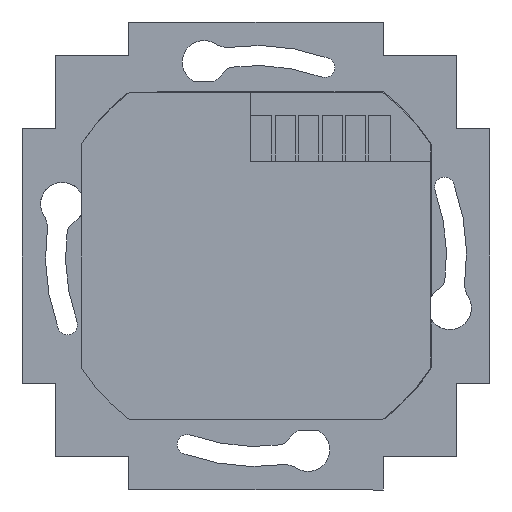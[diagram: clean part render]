
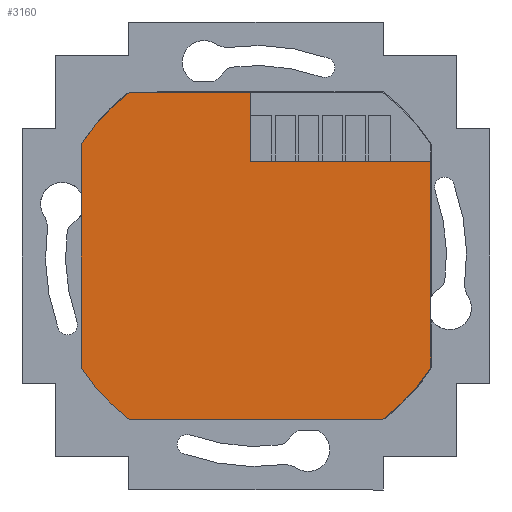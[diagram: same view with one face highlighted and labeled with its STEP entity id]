
A CAD part, front view. The second image highlights one B-rep face of the part: STEP entity #3160.
In plain terms, the highlighted planar face has unit normal (0, -1, 0).
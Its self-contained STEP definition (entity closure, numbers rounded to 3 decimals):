
#47=CIRCLE('',#3327,31.);
#48=CIRCLE('',#3328,31.);
#49=CIRCLE('',#3329,31.);
#206=FACE_OUTER_BOUND('',#367,.T.);
#367=EDGE_LOOP('',(#2114,#2115,#2116,#2117,#2118,#2119,#2120,#2121,#2122));
#566=LINE('',#4549,#937);
#569=LINE('',#4555,#940);
#570=LINE('',#4557,#941);
#571=LINE('',#4559,#942);
#572=LINE('',#4563,#943);
#573=LINE('',#4567,#944);
#937=VECTOR('',#3627,10.);
#940=VECTOR('',#3632,10.);
#941=VECTOR('',#3633,10.);
#942=VECTOR('',#3634,10.);
#943=VECTOR('',#3637,10.);
#944=VECTOR('',#3640,10.);
#1306=VERTEX_POINT('',#4546);
#1307=VERTEX_POINT('',#4548);
#1309=VERTEX_POINT('',#4554);
#1310=VERTEX_POINT('',#4556);
#1311=VERTEX_POINT('',#4558);
#1312=VERTEX_POINT('',#4560);
#1313=VERTEX_POINT('',#4562);
#1314=VERTEX_POINT('',#4564);
#1315=VERTEX_POINT('',#4566);
#1628=EDGE_CURVE('',#1307,#1306,#566,.T.);
#1631=EDGE_CURVE('',#1306,#1309,#569,.T.);
#1632=EDGE_CURVE('',#1309,#1310,#570,.T.);
#1633=EDGE_CURVE('',#1310,#1311,#571,.T.);
#1634=EDGE_CURVE('',#1311,#1312,#47,.T.);
#1635=EDGE_CURVE('',#1312,#1313,#572,.T.);
#1636=EDGE_CURVE('',#1313,#1314,#48,.T.);
#1637=EDGE_CURVE('',#1314,#1315,#573,.T.);
#1638=EDGE_CURVE('',#1315,#1307,#49,.T.);
#2114=ORIENTED_EDGE('',*,*,#1631,.T.);
#2115=ORIENTED_EDGE('',*,*,#1632,.T.);
#2116=ORIENTED_EDGE('',*,*,#1633,.T.);
#2117=ORIENTED_EDGE('',*,*,#1634,.T.);
#2118=ORIENTED_EDGE('',*,*,#1635,.T.);
#2119=ORIENTED_EDGE('',*,*,#1636,.T.);
#2120=ORIENTED_EDGE('',*,*,#1637,.T.);
#2121=ORIENTED_EDGE('',*,*,#1638,.T.);
#2122=ORIENTED_EDGE('',*,*,#1628,.T.);
#3048=PLANE('',#3326);
#3160=ADVANCED_FACE('',(#206),#3048,.T.);
#3326=AXIS2_PLACEMENT_3D('',#4553,#3630,#3631);
#3327=AXIS2_PLACEMENT_3D('',#4561,#3635,#3636);
#3328=AXIS2_PLACEMENT_3D('',#4565,#3638,#3639);
#3329=AXIS2_PLACEMENT_3D('',#4568,#3641,#3642);
#3627=DIRECTION('',(0.,0.,1.));
#3630=DIRECTION('center_axis',(0.,-1.,0.));
#3631=DIRECTION('ref_axis',(1.,0.,0.));
#3632=DIRECTION('',(-1.,0.,0.));
#3633=DIRECTION('',(0.,0.,1.));
#3634=DIRECTION('',(-1.,0.,0.));
#3635=DIRECTION('center_axis',(0.,-1.,0.));
#3636=DIRECTION('ref_axis',(-0.613,0.,0.79));
#3637=DIRECTION('',(0.,0.,-1.));
#3638=DIRECTION('center_axis',(0.,-1.,0.));
#3639=DIRECTION('ref_axis',(-0.844,0.,-0.536));
#3640=DIRECTION('',(1.,0.,0.));
#3641=DIRECTION('center_axis',(0.,-1.,0.));
#3642=DIRECTION('ref_axis',(0.613,0.,-0.79));
#4546=CARTESIAN_POINT('',(26.175,-9.104,14.2));
#4548=CARTESIAN_POINT('',(26.175,-9.104,-16.609));
#4549=CARTESIAN_POINT('',(26.175,-9.104,-16.609));
#4553=CARTESIAN_POINT('Origin',(0.,-9.104,
0.));
#4554=CARTESIAN_POINT('',(-0.825,-9.104,14.2));
#4555=CARTESIAN_POINT('',(3.187,-9.104,14.2));
#4556=CARTESIAN_POINT('',(-0.825,-9.104,24.5));
#4557=CARTESIAN_POINT('',(-0.825,-9.104,6.5));
#4558=CARTESIAN_POINT('',(-18.994,-9.104,24.5));
#4559=CARTESIAN_POINT('',(18.993,-9.104,24.5));
#4560=CARTESIAN_POINT('',(-26.175,-9.104,16.61));
#4561=CARTESIAN_POINT('Origin',(0.,-9.104,
0.));
#4562=CARTESIAN_POINT('',(-26.175,-9.104,-16.609));
#4563=CARTESIAN_POINT('',(-26.175,-9.104,16.61));
#4564=CARTESIAN_POINT('',(-18.994,-9.104,-24.5));
#4565=CARTESIAN_POINT('Origin',(0.,-9.104,
0.));
#4566=CARTESIAN_POINT('',(18.993,-9.104,-24.5));
#4567=CARTESIAN_POINT('',(-18.994,-9.104,-24.5));
#4568=CARTESIAN_POINT('Origin',(0.,-9.104,
0.));
